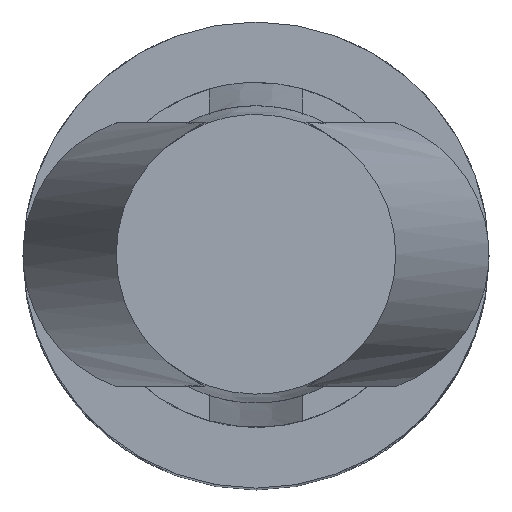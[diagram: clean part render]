
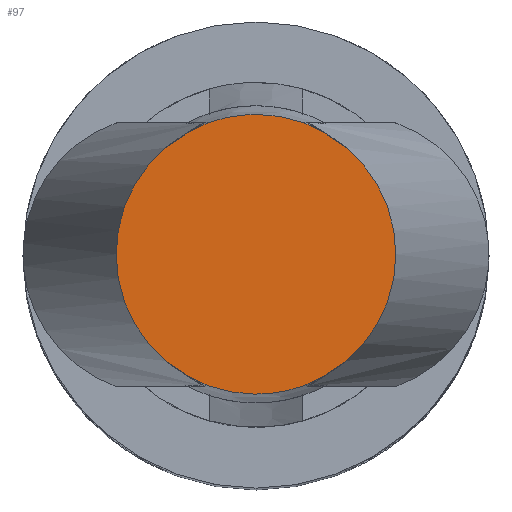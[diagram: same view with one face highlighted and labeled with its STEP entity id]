
A CAD part, top view. The second image highlights one B-rep face of the part: STEP entity #97.
In plain terms, the highlighted planar face has unit normal (0, 0, 1).
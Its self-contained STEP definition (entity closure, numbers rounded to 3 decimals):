
#97 = ADVANCED_FACE( '', ( #260 ), #261, .T. );
#260 = FACE_OUTER_BOUND( '', #497, .T. );
#261 = PLANE( '', #498 );
#497 = EDGE_LOOP( '', ( #844, #845, #846, #847, #848, #849, #850, #851 ) );
#498 = AXIS2_PLACEMENT_3D( '', #852, #853, #854 );
#844 = ORIENTED_EDGE( '', *, *, #1480, .F. );
#845 = ORIENTED_EDGE( '', *, *, #1481, .T. );
#846 = ORIENTED_EDGE( '', *, *, #1482, .F. );
#847 = ORIENTED_EDGE( '', *, *, #1483, .F. );
#848 = ORIENTED_EDGE( '', *, *, #1484, .F. );
#849 = ORIENTED_EDGE( '', *, *, #1485, .T. );
#850 = ORIENTED_EDGE( '', *, *, #1486, .F. );
#851 = ORIENTED_EDGE( '', *, *, #1487, .T. );
#852 = CARTESIAN_POINT( '', ( 0., 0., 10.65 ) );
#853 = DIRECTION( '', ( 0., 0., 1. ) );
#854 = DIRECTION( '', ( 1., 0., 0. ) );
#1480 = EDGE_CURVE( '', #1737, #1738, #1739, .T. );
#1481 = EDGE_CURVE( '', #1737, #1740, #1741, .T. );
#1482 = EDGE_CURVE( '', #1742, #1740, #1743, .T. );
#1483 = EDGE_CURVE( '', #1744, #1742, #1745, .T. );
#1484 = EDGE_CURVE( '', #1746, #1744, #1747, .T. );
#1485 = EDGE_CURVE( '', #1746, #1748, #1749, .T. );
#1486 = EDGE_CURVE( '', #1750, #1748, #1751, .T. );
#1487 = EDGE_CURVE( '', #1750, #1738, #1752, .F. );
#1737 = VERTEX_POINT( '', #2118 );
#1738 = VERTEX_POINT( '', #2119 );
#1739 = CIRCLE( '', #2120, 1.5 );
#1740 = VERTEX_POINT( '', #2121 );
#1741 = B_SPLINE_CURVE_WITH_KNOTS( '', 2, ( #2122, #2123, #2124, #2125, #2126 ), .UNSPECIFIED., .F., .F., ( 3, 2, 3 ), ( 0., 0.5, 1. ), .UNSPECIFIED. );
#1742 = VERTEX_POINT( '', #2127 );
#1743 = CIRCLE( '', #2128, 1.5 );
#1744 = VERTEX_POINT( '', #2129 );
#1745 = CIRCLE( '', #2130, 1.5 );
#1746 = VERTEX_POINT( '', #2131 );
#1747 = CIRCLE( '', #2132, 1.5 );
#1748 = VERTEX_POINT( '', #2133 );
#1749 = B_SPLINE_CURVE_WITH_KNOTS( '', 2, ( #2134, #2135, #2136, #2137, #2138 ), .UNSPECIFIED., .F., .F., ( 3, 2, 3 ), ( 0., 0.5, 1. ), .UNSPECIFIED. );
#1750 = VERTEX_POINT( '', #2139 );
#1751 = CIRCLE( '', #2140, 1.5 );
#1752 = CIRCLE( '', #2141, 1.5 );
#2118 = CARTESIAN_POINT( '', ( -0.5, -1.414, 10.65 ) );
#2119 = CARTESIAN_POINT( '', ( -0.525, -1.405, 10.65 ) );
#2120 = AXIS2_PLACEMENT_3D( '', #2746, #2747, #2748 );
#2121 = CARTESIAN_POINT( '', ( 0.5, -1.414, 10.65 ) );
#2122 = CARTESIAN_POINT( '', ( -0.5, -1.414, 10.65 ) );
#2123 = CARTESIAN_POINT( '', ( -0.258, -1.5, 10.65 ) );
#2124 = CARTESIAN_POINT( '', ( 0., -1.5, 10.65 ) );
#2125 = CARTESIAN_POINT( '', ( 0.257, -1.5, 10.65 ) );
#2126 = CARTESIAN_POINT( '', ( 0.5, -1.414, 10.65 ) );
#2127 = CARTESIAN_POINT( '', ( 0.525, -1.405, 10.65 ) );
#2128 = AXIS2_PLACEMENT_3D( '', #2749, #2750, #2751 );
#2129 = CARTESIAN_POINT( '', ( 0.525, 1.405, 10.65 ) );
#2130 = AXIS2_PLACEMENT_3D( '', #2752, #2753, #2754 );
#2131 = CARTESIAN_POINT( '', ( 0.5, 1.414, 10.65 ) );
#2132 = AXIS2_PLACEMENT_3D( '', #2755, #2756, #2757 );
#2133 = CARTESIAN_POINT( '', ( -0.5, 1.414, 10.65 ) );
#2134 = CARTESIAN_POINT( '', ( 0.5, 1.414, 10.65 ) );
#2135 = CARTESIAN_POINT( '', ( 0.258, 1.5, 10.65 ) );
#2136 = CARTESIAN_POINT( '', ( 0., 1.5, 10.65 ) );
#2137 = CARTESIAN_POINT( '', ( -0.257, 1.5, 10.65 ) );
#2138 = CARTESIAN_POINT( '', ( -0.5, 1.414, 10.65 ) );
#2139 = CARTESIAN_POINT( '', ( -0.525, 1.405, 10.65 ) );
#2140 = AXIS2_PLACEMENT_3D( '', #2758, #2759, #2760 );
#2141 = AXIS2_PLACEMENT_3D( '', #2761, #2762, #2763 );
#2746 = CARTESIAN_POINT( '', ( 0., 0., 10.65 ) );
#2747 = DIRECTION( '', ( 0., 0., -1. ) );
#2748 = DIRECTION( '', ( 0., 1., 0. ) );
#2749 = CARTESIAN_POINT( '', ( 0., 0., 10.65 ) );
#2750 = DIRECTION( '', ( 0., 0., -1. ) );
#2751 = DIRECTION( '', ( 0., 1., 0. ) );
#2752 = CARTESIAN_POINT( '', ( 0., 0., 10.65 ) );
#2753 = DIRECTION( '', ( 0., 0., -1. ) );
#2754 = DIRECTION( '', ( 0., 1., 0. ) );
#2755 = CARTESIAN_POINT( '', ( 0., 0., 10.65 ) );
#2756 = DIRECTION( '', ( 0., 0., -1. ) );
#2757 = DIRECTION( '', ( 0., 1., 0. ) );
#2758 = CARTESIAN_POINT( '', ( 0., 0., 10.65 ) );
#2759 = DIRECTION( '', ( 0., 0., -1. ) );
#2760 = DIRECTION( '', ( 0., 1., 0. ) );
#2761 = CARTESIAN_POINT( '', ( 0., 0., 10.65 ) );
#2762 = DIRECTION( '', ( 0., 0., -1. ) );
#2763 = DIRECTION( '', ( 1., 0., 0. ) );
